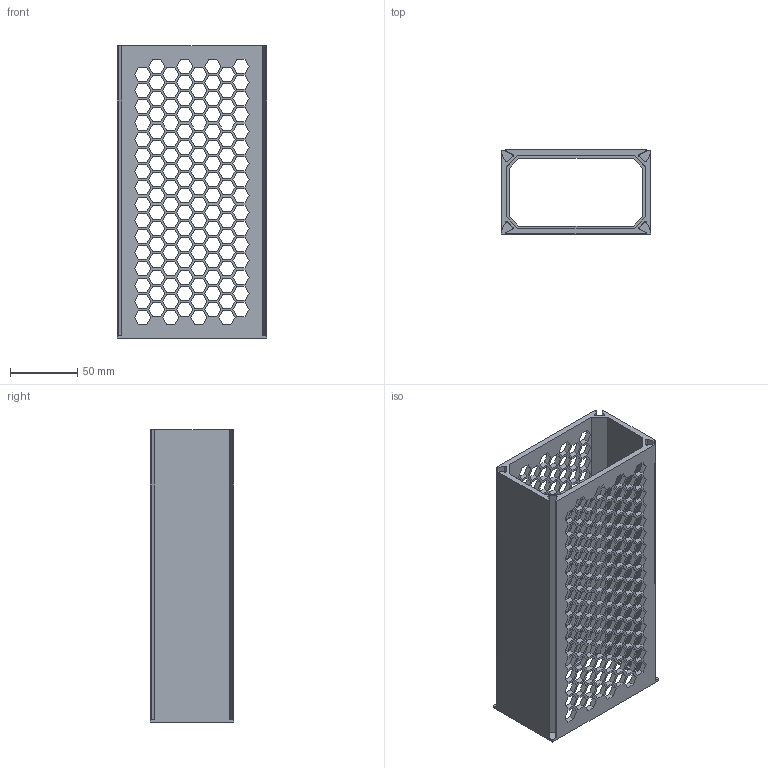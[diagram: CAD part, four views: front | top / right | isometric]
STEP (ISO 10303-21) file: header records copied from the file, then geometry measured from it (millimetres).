
FILE_DESCRIPTION(/* description */ ('STEP AP242','CAx-IF Rec.Pracs.---Representation and Presentation of Product Manufacturing Information (PMI)---4.0---2014-10-13','CAx-IF Rec.Pracs.---3D Tessellated Geometry---0.4---2014-09-14','2;1'),/* implementation_level */ '2;1');
FILE_NAME(/* name */ '647a44fa034fd51ae24e2c61',/* time_stamp */ '2023-06-02T19:37:32Z',/* author */ (''),/* organization */ (''),/* preprocessor_version */ 'ST-DEVELOPER v19.4',/* originating_system */ ' ',/* authorisation */ ' ');
FILE_SCHEMA (('AP242_MANAGED_MODEL_BASED_3D_ENGINEERING_MIM_LF { 1 0 10303 442 1 1 4 }'));
Length unit declared in the file: metre
Products named in the file (1): Modular Gridfinity Drawer Shell 2x5 hex both sides
Bounding box: 111.29 x 62.3 x 217 mm (x, y, z)
Volume: 182515.2 mm3; surface area: 144449.5 mm2
Topology: 1 solids, 1 shells, 1602 faces, 4797 edges, 3198 vertices
Faces by surface type: plane 1586, cylinder 16
Entity records: 53883 total; most frequent: CARTESIAN_POINT 9598, ORIENTED_EDGE 9594, DIRECTION 8035, EDGE_CURVE 4797, LINE 4765, VECTOR 4765, VERTEX_POINT 3198, EDGE_LOOP 2117
